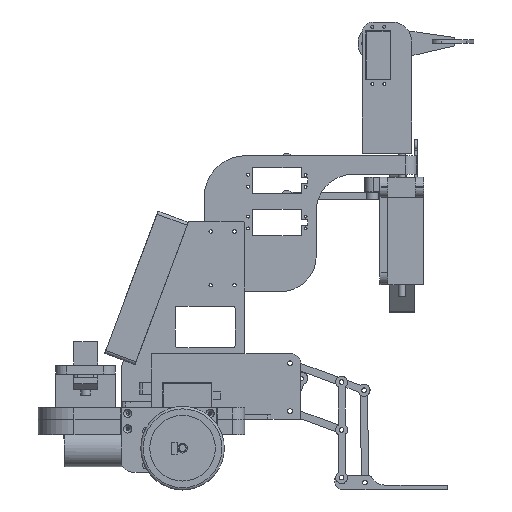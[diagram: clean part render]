
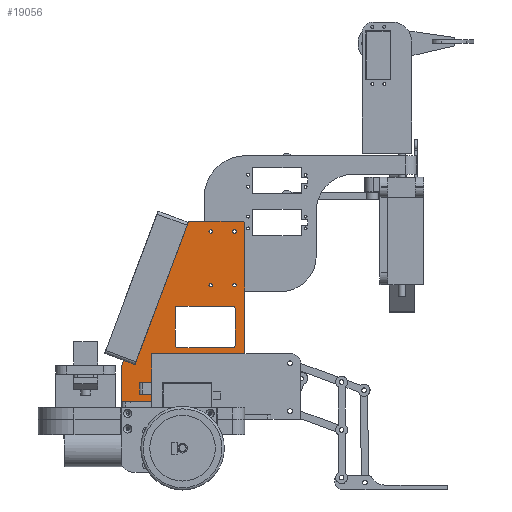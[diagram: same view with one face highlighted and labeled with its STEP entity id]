
A CAD part, left-side view. The second image highlights one B-rep face of the part: STEP entity #19056.
In plain terms, the highlighted face is planar.
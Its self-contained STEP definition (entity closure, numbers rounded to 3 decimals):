
#529=FACE_BOUND('',#3022,.T.);
#530=FACE_BOUND('',#3023,.T.);
#531=FACE_BOUND('',#3024,.T.);
#532=FACE_BOUND('',#3025,.T.);
#533=FACE_BOUND('',#3026,.T.);
#1011=PLANE('',#20807);
#1782=FACE_OUTER_BOUND('',#3021,.T.);
#3021=EDGE_LOOP('',(#14925,#14926,#14927,#14928,#14929,#14930,#14931,#14932));
#3022=EDGE_LOOP('',(#14933));
#3023=EDGE_LOOP('',(#14934));
#3024=EDGE_LOOP('',(#14935));
#3025=EDGE_LOOP('',(#14936));
#3026=EDGE_LOOP('',(#14937,#14938,#14939,#14940,#14941,#14942,#14943,#14944));
#4542=LINE('',#30346,#6212);
#4543=LINE('',#30348,#6213);
#4544=LINE('',#30350,#6214);
#4545=LINE('',#30352,#6215);
#4546=LINE('',#30354,#6216);
#4547=LINE('',#30356,#6217);
#4548=LINE('',#30357,#6218);
#4549=LINE('',#30368,#6219);
#4550=LINE('',#30372,#6220);
#4551=LINE('',#30376,#6221);
#4552=LINE('',#30380,#6222);
#6212=VECTOR('',#24364,10.);
#6213=VECTOR('',#24365,10.);
#6214=VECTOR('',#24366,10.);
#6215=VECTOR('',#24367,10.);
#6216=VECTOR('',#24368,10.);
#6217=VECTOR('',#24369,10.);
#6218=VECTOR('',#24370,10.);
#6219=VECTOR('',#24379,10.);
#6220=VECTOR('',#24382,10.);
#6221=VECTOR('',#24385,10.);
#6222=VECTOR('',#24388,10.);
#7693=CIRCLE('',#20806,2.);
#7694=CIRCLE('',#20808,1.4);
#7695=CIRCLE('',#20809,1.4);
#7696=CIRCLE('',#20810,1.4);
#7697=CIRCLE('',#20811,1.4);
#7698=CIRCLE('',#20812,2.);
#7699=CIRCLE('',#20813,2.);
#7700=CIRCLE('',#20814,2.);
#7701=CIRCLE('',#20815,2.);
#8974=VERTEX_POINT('',#30339);
#8975=VERTEX_POINT('',#30341);
#8976=VERTEX_POINT('',#30345);
#8977=VERTEX_POINT('',#30347);
#8978=VERTEX_POINT('',#30349);
#8979=VERTEX_POINT('',#30351);
#8980=VERTEX_POINT('',#30353);
#8981=VERTEX_POINT('',#30355);
#8982=VERTEX_POINT('',#30358);
#8983=VERTEX_POINT('',#30360);
#8984=VERTEX_POINT('',#30362);
#8985=VERTEX_POINT('',#30364);
#8986=VERTEX_POINT('',#30366);
#8987=VERTEX_POINT('',#30367);
#8988=VERTEX_POINT('',#30369);
#8989=VERTEX_POINT('',#30371);
#8990=VERTEX_POINT('',#30373);
#8991=VERTEX_POINT('',#30375);
#8992=VERTEX_POINT('',#30377);
#8993=VERTEX_POINT('',#30379);
#11139=EDGE_CURVE('',#8974,#8975,#7693,.T.);
#11141=EDGE_CURVE('',#8976,#8974,#4542,.T.);
#11142=EDGE_CURVE('',#8976,#8977,#4543,.T.);
#11143=EDGE_CURVE('',#8977,#8978,#4544,.T.);
#11144=EDGE_CURVE('',#8979,#8978,#4545,.T.);
#11145=EDGE_CURVE('',#8980,#8979,#4546,.T.);
#11146=EDGE_CURVE('',#8981,#8980,#4547,.T.);
#11147=EDGE_CURVE('',#8981,#8975,#4548,.T.);
#11148=EDGE_CURVE('',#8982,#8982,#7694,.T.);
#11149=EDGE_CURVE('',#8983,#8983,#7695,.T.);
#11150=EDGE_CURVE('',#8984,#8984,#7696,.T.);
#11151=EDGE_CURVE('',#8985,#8985,#7697,.T.);
#11152=EDGE_CURVE('',#8986,#8987,#4549,.T.);
#11153=EDGE_CURVE('',#8988,#8987,#7698,.T.);
#11154=EDGE_CURVE('',#8988,#8989,#4550,.T.);
#11155=EDGE_CURVE('',#8990,#8989,#7699,.T.);
#11156=EDGE_CURVE('',#8990,#8991,#4551,.T.);
#11157=EDGE_CURVE('',#8992,#8991,#7700,.T.);
#11158=EDGE_CURVE('',#8992,#8993,#4552,.T.);
#11159=EDGE_CURVE('',#8986,#8993,#7701,.T.);
#14925=ORIENTED_EDGE('',*,*,#11139,.F.);
#14926=ORIENTED_EDGE('',*,*,#11141,.F.);
#14927=ORIENTED_EDGE('',*,*,#11142,.T.);
#14928=ORIENTED_EDGE('',*,*,#11143,.T.);
#14929=ORIENTED_EDGE('',*,*,#11144,.F.);
#14930=ORIENTED_EDGE('',*,*,#11145,.F.);
#14931=ORIENTED_EDGE('',*,*,#11146,.F.);
#14932=ORIENTED_EDGE('',*,*,#11147,.T.);
#14933=ORIENTED_EDGE('',*,*,#11148,.T.);
#14934=ORIENTED_EDGE('',*,*,#11149,.T.);
#14935=ORIENTED_EDGE('',*,*,#11150,.T.);
#14936=ORIENTED_EDGE('',*,*,#11151,.T.);
#14937=ORIENTED_EDGE('',*,*,#11152,.T.);
#14938=ORIENTED_EDGE('',*,*,#11153,.F.);
#14939=ORIENTED_EDGE('',*,*,#11154,.T.);
#14940=ORIENTED_EDGE('',*,*,#11155,.F.);
#14941=ORIENTED_EDGE('',*,*,#11156,.T.);
#14942=ORIENTED_EDGE('',*,*,#11157,.F.);
#14943=ORIENTED_EDGE('',*,*,#11158,.T.);
#14944=ORIENTED_EDGE('',*,*,#11159,.F.);
#19056=ADVANCED_FACE('',(#1782,#529,#530,#531,#532,#533),#1011,.T.);
#20806=AXIS2_PLACEMENT_3D('',#30342,#24359,#24360);
#20807=AXIS2_PLACEMENT_3D('',#30344,#24362,#24363);
#20808=AXIS2_PLACEMENT_3D('',#30359,#24371,#24372);
#20809=AXIS2_PLACEMENT_3D('',#30361,#24373,#24374);
#20810=AXIS2_PLACEMENT_3D('',#30363,#24375,#24376);
#20811=AXIS2_PLACEMENT_3D('',#30365,#24377,#24378);
#20812=AXIS2_PLACEMENT_3D('',#30370,#24380,#24381);
#20813=AXIS2_PLACEMENT_3D('',#30374,#24383,#24384);
#20814=AXIS2_PLACEMENT_3D('',#30378,#24386,#24387);
#20815=AXIS2_PLACEMENT_3D('',#30381,#24389,#24390);
#24359=DIRECTION('center_axis',(0.,-1.,0.));
#24360=DIRECTION('ref_axis',(-0.707,0.,-0.707));
#24362=DIRECTION('center_axis',(0.,1.,0.));
#24363=DIRECTION('ref_axis',(0.,0.,-1.));
#24364=DIRECTION('',(0.,0.,-1.));
#24365=DIRECTION('',(0.936,0.,0.351));
#24366=DIRECTION('',(-0.351,0.,0.936));
#24367=DIRECTION('',(-0.936,0.,-0.351));
#24368=DIRECTION('',(-1.,0.,0.));
#24369=DIRECTION('',(0.,0.,1.));
#24370=DIRECTION('',(-1.,0.,0.));
#24371=DIRECTION('center_axis',(0.,-1.,0.));
#24372=DIRECTION('ref_axis',(0.,0.,
1.));
#24373=DIRECTION('center_axis',(0.,-1.,0.));
#24374=DIRECTION('ref_axis',(0.,0.,
1.));
#24375=DIRECTION('center_axis',(0.,-1.,0.));
#24376=DIRECTION('ref_axis',(0.,0.,
1.));
#24377=DIRECTION('center_axis',(0.,-1.,0.));
#24378=DIRECTION('ref_axis',(0.,0.,
1.));
#24379=DIRECTION('',(-1.,0.,0.));
#24380=DIRECTION('center_axis',(0.,1.,0.));
#24381=DIRECTION('ref_axis',(-0.707,0.,0.707));
#24382=DIRECTION('',(0.,0.,-1.));
#24383=DIRECTION('center_axis',(0.,1.,0.));
#24384=DIRECTION('ref_axis',(-0.707,0.,-0.707));
#24385=DIRECTION('',(1.,0.,0.));
#24386=DIRECTION('center_axis',(0.,1.,0.));
#24387=DIRECTION('ref_axis',(0.707,0.,-0.707));
#24388=DIRECTION('',(0.,0.,1.));
#24389=DIRECTION('center_axis',(0.,1.,0.));
#24390=DIRECTION('ref_axis',(0.707,0.,0.707));
#30339=CARTESIAN_POINT('',(-268.08,-13.541,-15.539));
#30341=CARTESIAN_POINT('',(-266.08,-13.541,-17.539));
#30342=CARTESIAN_POINT('Origin',(-266.08,-13.541,-15.539));
#30344=CARTESIAN_POINT('Origin',(-117.08,-13.541,85.494));
#30345=CARTESIAN_POINT('',(-268.08,-13.541,29.439));
#30346=CARTESIAN_POINT('',(-268.08,-13.541,59.736));
#30347=CARTESIAN_POINT('',(-148.145,-13.541,74.415));
#30348=CARTESIAN_POINT('',(-162.434,-13.541,69.056));
#30349=CARTESIAN_POINT('',(-151.656,-13.541,83.778));
#30350=CARTESIAN_POINT('',(-149.806,-13.541,78.847));
#30351=CARTESIAN_POINT('',(-147.08,-13.541,85.494));
#30352=CARTESIAN_POINT('',(-163.929,-13.541,79.176));
#30353=CARTESIAN_POINT('',(-117.08,-13.541,85.494));
#30354=CARTESIAN_POINT('',(-117.08,-13.541,85.494));
#30355=CARTESIAN_POINT('',(-117.08,-13.541,-17.539));
#30356=CARTESIAN_POINT('',(-117.08,-13.541,62.986));
#30357=CARTESIAN_POINT('',(-117.08,-13.541,-17.539));
#30358=CARTESIAN_POINT('',(-259.58,-13.541,9.561));
#30359=CARTESIAN_POINT('Origin',(-259.58,-13.541,10.961));
#30360=CARTESIAN_POINT('',(-214.58,-13.541,9.561));
#30361=CARTESIAN_POINT('Origin',(-214.58,-13.541,10.961));
#30362=CARTESIAN_POINT('',(-259.58,-13.541,-10.439));
#30363=CARTESIAN_POINT('Origin',(-259.58,-13.541,-9.039));
#30364=CARTESIAN_POINT('',(-214.58,-13.541,-10.439));
#30365=CARTESIAN_POINT('Origin',(-214.58,-13.541,-9.039));
#30366=CARTESIAN_POINT('',(-164.08,-13.541,40.461));
#30367=CARTESIAN_POINT('',(-195.08,-13.541,40.461));
#30368=CARTESIAN_POINT('',(-174.58,-13.541,40.461));
#30369=CARTESIAN_POINT('',(-197.08,-13.541,38.461));
#30370=CARTESIAN_POINT('Origin',(-195.08,-13.541,38.461));
#30371=CARTESIAN_POINT('',(-197.08,-13.541,-7.539));
#30372=CARTESIAN_POINT('',(-197.08,-13.541,37.977));
#30373=CARTESIAN_POINT('',(-195.08,-13.541,-9.539));
#30374=CARTESIAN_POINT('Origin',(-195.08,-13.541,-7.539));
#30375=CARTESIAN_POINT('',(-164.08,-13.541,-9.539));
#30376=CARTESIAN_POINT('',(-157.08,-13.541,-9.539));
#30377=CARTESIAN_POINT('',(-162.08,-13.541,-7.539));
#30378=CARTESIAN_POINT('Origin',(-164.08,-13.541,-7.539));
#30379=CARTESIAN_POINT('',(-162.08,-13.541,38.461));
#30380=CARTESIAN_POINT('',(-162.08,-13.541,62.977));
#30381=CARTESIAN_POINT('Origin',(-164.08,-13.541,38.461));
